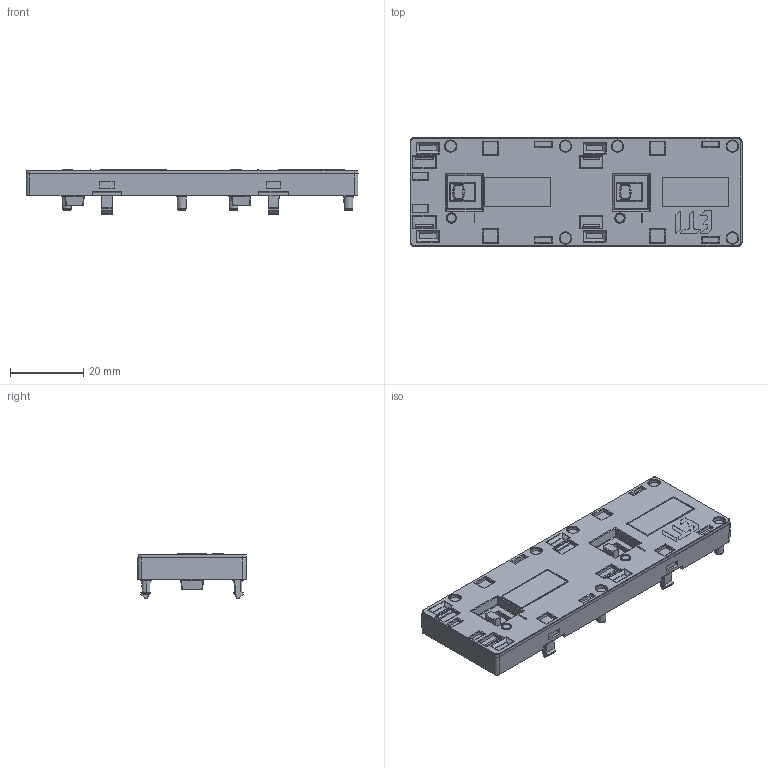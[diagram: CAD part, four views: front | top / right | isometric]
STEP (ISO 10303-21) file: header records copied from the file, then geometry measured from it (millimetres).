
FILE_DESCRIPTION((''),'2;1');
FILE_NAME('BIC0-RMC0_ASM','2021-06-07T',('marketing.praksa'),('Audax d.o.o.'),'CREO PARAMETRIC BY PTC INC, 2017480','CREO PARAMETRIC BY PTC INC, 2017480','');
FILE_SCHEMA(('AUTOMOTIVE_DESIGN { 1 0 10303 214 1 1 1 1 }'));
Length unit declared in the file: metre
Products named in the file (6): BIC0-RMC0_1_1; BIC0-RMC0_2; BIC0-RMC0_4; PRT9533; PRT9534; BIC0-RMC0_ASM
Assembly tree (5 placements, depth 2):
  BIC0-RMC0_ASM
    BIC0-RMC0_1_1
    BIC0-RMC0_2
    BIC0-RMC0_4
    PRT9533
    PRT9534
Bounding box: 90.6 x 29.6 x 12.3 mm (x, y, z)
Volume: 17011.1 mm3; surface area: 14095.1 mm2
Topology: 7 solids, 7 shells, 1003 faces, 2509 edges, 1561 vertices
Faces by surface type: plane 492, cylinder 290, torus 89, bspline 72, cone 28, sphere 16, extrusion 16
Entity records: 50436 total; most frequent: CARTESIAN_POINT 12523, ORIENTED_EDGE 4986, DIRECTION 4257, PRESENTATION_STYLE_ASSIGNMENT 3519, STYLED_ITEM 3519, CURVE_STYLE 2509, EDGE_CURVE 2493, VERTEX_POINT 1561
